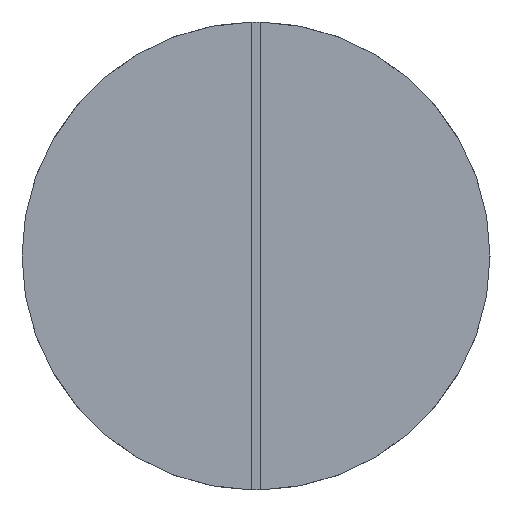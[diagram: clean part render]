
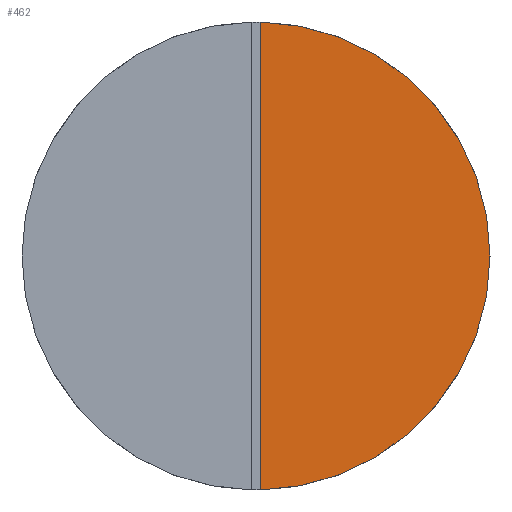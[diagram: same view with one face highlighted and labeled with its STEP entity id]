
A CAD part, left-side view. The second image highlights one B-rep face of the part: STEP entity #462.
In plain terms, the highlighted planar face has unit normal (-1, 0, 0).
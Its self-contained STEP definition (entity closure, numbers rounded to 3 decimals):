
#462 = ADVANCED_FACE( '', ( #1045 ), #1046, .F. );
#1045 = FACE_OUTER_BOUND( '', #1792, .T. );
#1046 = PLANE( '', #1793 );
#1792 = EDGE_LOOP( '', ( #3121, #3122 ) );
#1793 = AXIS2_PLACEMENT_3D( '', #3123, #3124, #3125 );
#3121 = ORIENTED_EDGE( '', *, *, #4525, .F. );
#3122 = ORIENTED_EDGE( '', *, *, #4301, .T. );
#3123 = CARTESIAN_POINT( '', ( -277., 0., 15.7 ) );
#3124 = DIRECTION( '', ( 1., 0., 0. ) );
#3125 = DIRECTION( '', ( 0., 0., -1. ) );
#4301 = EDGE_CURVE( '', #5180, #5178, #5181, .T. );
#4525 = EDGE_CURVE( '', #5180, #5178, #5553, .T. );
#5178 = VERTEX_POINT( '', #6437 );
#5180 = VERTEX_POINT( '', #6440 );
#5181 = CIRCLE( '', #6441, 15.7 );
#5553 = LINE( '', #7161, #7162 );
#6437 = CARTESIAN_POINT( '', ( -277., -0.3, 15.697 ) );
#6440 = CARTESIAN_POINT( '', ( -277., -0.3, -15.697 ) );
#6441 = AXIS2_PLACEMENT_3D( '', #8373, #8374, #8375 );
#7161 = CARTESIAN_POINT( '', ( -277., -0.3, 15.697 ) );
#7162 = VECTOR( '', #8628, 1000. );
#8373 = CARTESIAN_POINT( '', ( -277., 0., 0. ) );
#8374 = DIRECTION( '', ( -1., 0., 0. ) );
#8375 = DIRECTION( '', ( 0., 0., 1. ) );
#8628 = DIRECTION( '', ( 0., 0., 1. ) );
